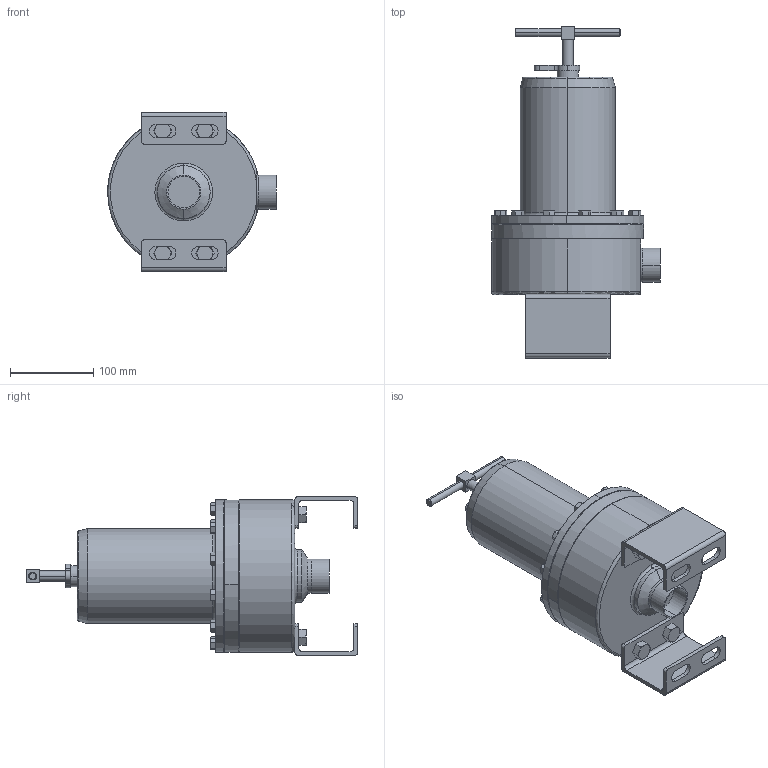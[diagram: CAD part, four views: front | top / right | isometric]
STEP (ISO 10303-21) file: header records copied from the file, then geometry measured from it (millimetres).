
FILE_DESCRIPTION (( 'STEP AP203' ), '1' );
FILE_NAME ('96DT-40.STEP', '2017-06-07T10:48:43', ( '' ), ( '' ), 'SwSTEP 2.0', 'SolidWorks 2014', '' );
FILE_SCHEMA (( 'CONFIG_CONTROL_DESIGN' ));
Length unit declared in the file: inch
Products named in the file (2): 96DT-40
Bounding box: 203.11 x 399.46 x 191.54 mm (x, y, z)
Volume: 4435441.5 mm3; surface area: 253922 mm2
Topology: 1 solids, 1 shells, 378 faces, 912 edges, 565 vertices
Faces by surface type: plane 167, cone 115, cylinder 87, torus 9
Entity records: 11958 total; most frequent: CARTESIAN_POINT 3087, ORIENTED_EDGE 1824, DIRECTION 1777, EDGE_CURVE 912, AXIS2_PLACEMENT_3D 687, VERTEX_POINT 565, EDGE_LOOP 439, VECTOR 403
